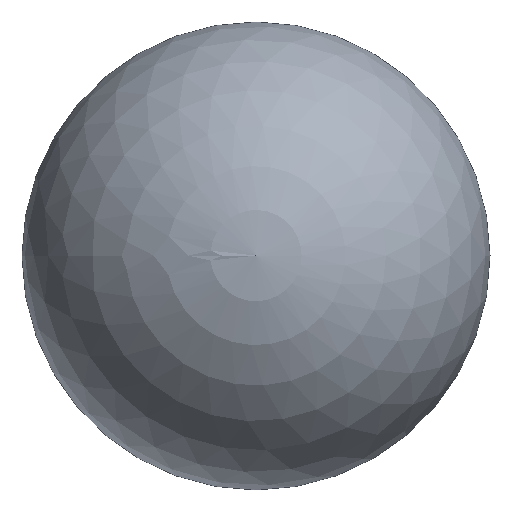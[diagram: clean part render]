
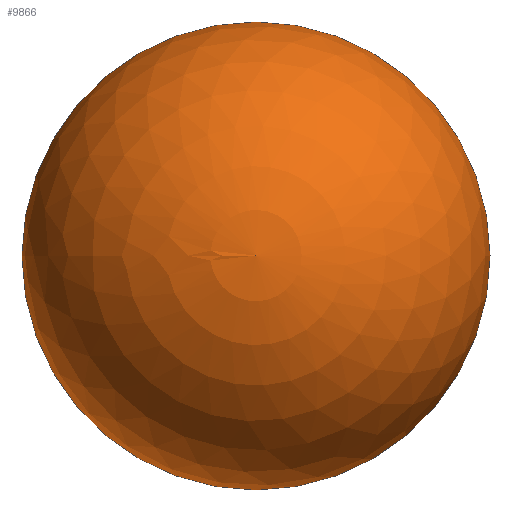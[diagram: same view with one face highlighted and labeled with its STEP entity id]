
A CAD part, top view. The second image highlights one B-rep face of the part: STEP entity #9866.
In plain terms, the highlighted spherical face has radius 400 mm.
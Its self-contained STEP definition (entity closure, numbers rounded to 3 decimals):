
#241 = EDGE_CURVE ( 'NONE', #766, #766, #711, .T. ) ;
#711 = CIRCLE ( 'NONE', #3569, 400. ) ;
#766 = VERTEX_POINT ( 'NONE', #4570 ) ;
#1608 = EDGE_LOOP ( 'NONE', ( #5044 ) ) ;
#2718 = DIRECTION ( 'NONE',  ( -1., 0., 0. ) ) ;
#3481 = DIRECTION ( 'NONE',  ( 0., 0., 1. ) ) ;
#3569 = AXIS2_PLACEMENT_3D ( 'NONE', #5789, #4041, #8289 ) ;
#3920 = FACE_OUTER_BOUND ( 'NONE', #1608, .T. ) ;
#4041 = DIRECTION ( 'NONE',  ( 0., 0., -1. ) ) ;
#4570 = CARTESIAN_POINT ( 'NONE',  ( -400., 0., 0. ) ) ;
#4727 = SPHERICAL_SURFACE ( 'NONE', #10552, 400. ) ;
#5044 = ORIENTED_EDGE ( 'NONE', *, *, #241, .F. ) ;
#5789 = CARTESIAN_POINT ( 'NONE',  ( 0., 0., 0. ) ) ;
#7633 = CARTESIAN_POINT ( 'NONE',  ( 0., 0., 0. ) ) ;
#8289 = DIRECTION ( 'NONE',  ( -1., 0., 0. ) ) ;
#9866 = ADVANCED_FACE ( 'NONE', ( #3920 ), #4727, .T. ) ;
#10552 = AXIS2_PLACEMENT_3D ( 'NONE', #7633, #3481, #2718 ) ;
